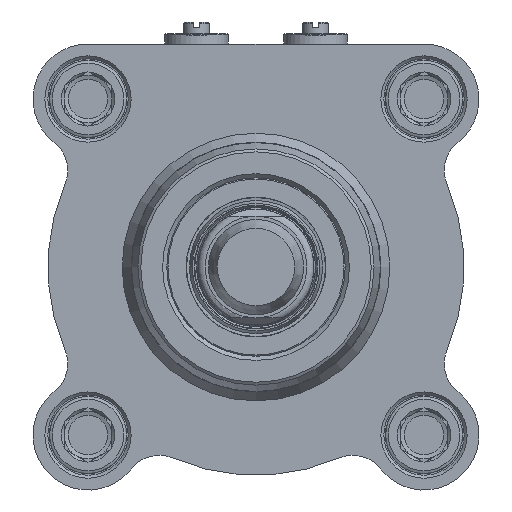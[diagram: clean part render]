
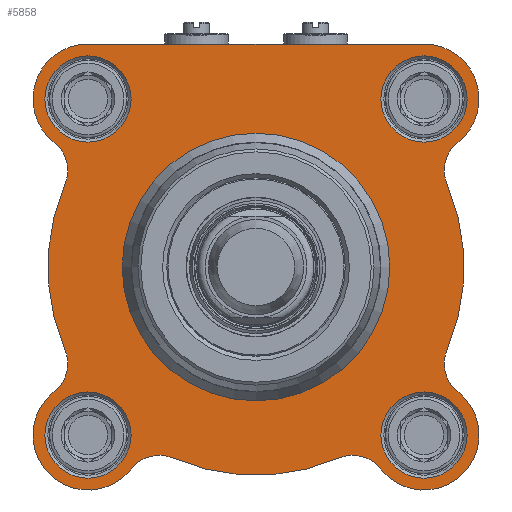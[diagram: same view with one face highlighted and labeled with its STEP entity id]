
A CAD part, front view. The second image highlights one B-rep face of the part: STEP entity #5858.
In plain terms, the highlighted face is planar.
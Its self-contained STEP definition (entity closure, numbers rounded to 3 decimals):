
#4966=CARTESIAN_POINT('',(22.5,0.0,41.3));
#4967=VERTEX_POINT('',#4966);
#4968=CARTESIAN_POINT('',(0.0,0.0,41.3));
#4969=DIRECTION('',(0.0,0.0,1.0));
#4970=DIRECTION('',(1.0,0.0,0.0));
#4971=AXIS2_PLACEMENT_3D('',#4968,#4969,#4970);
#4972=CIRCLE('',#4971,22.5);
#4973=EDGE_CURVE('',#4967,#4967,#4972,.T.);
#4985=CARTESIAN_POINT('',(-13.863,-32.138,41.3));
#4986=VERTEX_POINT('',#4985);
#5002=CARTESIAN_POINT('',(13.863,-32.138,41.3));
#5003=VERTEX_POINT('',#5002);
#5010=CARTESIAN_POINT('',(0.0,0.0,41.3));
#5011=DIRECTION('',(0.0,0.0,1.0));
#5012=DIRECTION('',(1.0,0.0,0.0));
#5013=AXIS2_PLACEMENT_3D('',#5010,#5011,#5012);
#5014=CIRCLE('',#5013,35.0);
#5015=EDGE_CURVE('',#4986,#5003,#5014,.T.);
#5025=CARTESIAN_POINT('',(-32.138,-13.863,41.3));
#5026=VERTEX_POINT('',#5025);
#5035=CARTESIAN_POINT('',(-32.138,13.863,41.3));
#5036=VERTEX_POINT('',#5035);
#5037=CARTESIAN_POINT('',(0.0,0.0,41.3));
#5038=DIRECTION('',(0.0,0.0,1.0));
#5039=DIRECTION('',(1.0,0.0,0.0));
#5040=AXIS2_PLACEMENT_3D('',#5037,#5038,#5039);
#5041=CIRCLE('',#5040,35.0);
#5042=EDGE_CURVE('',#5036,#5026,#5041,.T.);
#5067=CARTESIAN_POINT('',(-13.863,32.138,41.3));
#5068=VERTEX_POINT('',#5067);
#5077=CARTESIAN_POINT('',(13.863,32.138,41.3));
#5078=VERTEX_POINT('',#5077);
#5079=CARTESIAN_POINT('',(0.0,0.0,41.3));
#5080=DIRECTION('',(0.0,0.0,1.0));
#5081=DIRECTION('',(1.0,0.0,0.0));
#5082=AXIS2_PLACEMENT_3D('',#5079,#5080,#5081);
#5083=CIRCLE('',#5082,35.0);
#5084=EDGE_CURVE('',#5078,#5068,#5083,.T.);
#5109=CARTESIAN_POINT('',(37.5,28.25,41.3));
#5110=VERTEX_POINT('',#5109);
#5111=CARTESIAN_POINT('',(37.5,-28.25,41.3));
#5112=VERTEX_POINT('',#5111);
#5113=CARTESIAN_POINT('',(37.5,28.25,41.3));
#5114=DIRECTION('',(0.0,-1.0,0.0));
#5115=VECTOR('',#5114,56.5);
#5116=LINE('',#5113,#5115);
#5117=EDGE_CURVE('',#5110,#5112,#5116,.T.);
#5231=CARTESIAN_POINT('',(-33.95,20.965,41.3));
#5232=VERTEX_POINT('',#5231);
#5233=CARTESIAN_POINT('',(-37.647,16.239,41.3));
#5234=DIRECTION('',(0.0,0.0,1.0));
#5235=DIRECTION('',(0.969,0.247,0.0));
#5236=AXIS2_PLACEMENT_3D('',#5233,#5234,#5235);
#5237=CIRCLE('',#5236,6.0);
#5238=EDGE_CURVE('',#5036,#5232,#5237,.T.);
#5264=CARTESIAN_POINT('',(20.965,33.95,41.3));
#5265=VERTEX_POINT('',#5264);
#5274=CARTESIAN_POINT('',(28.25,28.25,41.3));
#5275=DIRECTION('',(0.0,0.0,-1.0));
#5276=DIRECTION('',(1.0,0.0,0.0));
#5277=AXIS2_PLACEMENT_3D('',#5274,#5275,#5276);
#5278=CIRCLE('',#5277,9.25);
#5279=EDGE_CURVE('',#5265,#5110,#5278,.T.);
#5297=CARTESIAN_POINT('',(16.239,37.647,41.3));
#5298=DIRECTION('',(0.0,0.0,1.0));
#5299=DIRECTION('',(0.247,-0.969,0.0));
#5300=AXIS2_PLACEMENT_3D('',#5297,#5298,#5299);
#5301=CIRCLE('',#5300,6.0);
#5302=EDGE_CURVE('',#5078,#5265,#5301,.T.);
#5323=CARTESIAN_POINT('',(20.965,-33.95,41.3));
#5324=VERTEX_POINT('',#5323);
#5339=CARTESIAN_POINT('',(28.25,-28.25,41.3));
#5340=DIRECTION('',(0.0,0.0,-1.0));
#5341=DIRECTION('',(1.0,0.0,0.0));
#5342=AXIS2_PLACEMENT_3D('',#5339,#5340,#5341);
#5343=CIRCLE('',#5342,9.25);
#5344=EDGE_CURVE('',#5112,#5324,#5343,.T.);
#5362=CARTESIAN_POINT('',(16.239,-37.647,41.3));
#5363=DIRECTION('',(0.0,0.0,1.0));
#5364=DIRECTION('',(0.247,0.969,0.0));
#5365=AXIS2_PLACEMENT_3D('',#5362,#5363,#5364);
#5366=CIRCLE('',#5365,6.0);
#5367=EDGE_CURVE('',#5324,#5003,#5366,.T.);
#5387=CARTESIAN_POINT('',(-33.95,-20.965,41.3));
#5388=VERTEX_POINT('',#5387);
#5395=CARTESIAN_POINT('',(-37.647,-16.239,41.3));
#5396=DIRECTION('',(0.0,0.0,1.0));
#5397=DIRECTION('',(0.969,-0.247,0.0));
#5398=AXIS2_PLACEMENT_3D('',#5395,#5396,#5397);
#5399=CIRCLE('',#5398,6.0);
#5400=EDGE_CURVE('',#5388,#5026,#5399,.T.);
#5411=CARTESIAN_POINT('',(-20.965,-33.95,41.3));
#5412=VERTEX_POINT('',#5411);
#5421=CARTESIAN_POINT('',(-28.25,-28.25,41.3));
#5422=DIRECTION('',(0.0,0.0,-1.0));
#5423=DIRECTION('',(1.0,0.0,0.0));
#5424=AXIS2_PLACEMENT_3D('',#5421,#5422,#5423);
#5425=CIRCLE('',#5424,9.25);
#5426=EDGE_CURVE('',#5412,#5388,#5425,.T.);
#5444=CARTESIAN_POINT('',(-16.239,-37.647,41.3));
#5445=DIRECTION('',(0.0,0.0,1.0));
#5446=DIRECTION('',(-0.247,0.969,0.0));
#5447=AXIS2_PLACEMENT_3D('',#5444,#5445,#5446);
#5448=CIRCLE('',#5447,6.);
#5449=EDGE_CURVE('',#4986,#5412,#5448,.T.);
#5470=CARTESIAN_POINT('',(-20.965,33.95,41.3));
#5471=VERTEX_POINT('',#5470);
#5486=CARTESIAN_POINT('',(-28.25,28.25,41.3));
#5487=DIRECTION('',(0.0,0.0,-1.0));
#5488=DIRECTION('',(1.0,0.0,0.0));
#5489=AXIS2_PLACEMENT_3D('',#5486,#5487,#5488);
#5490=CIRCLE('',#5489,9.25);
#5491=EDGE_CURVE('',#5232,#5471,#5490,.T.);
#5509=CARTESIAN_POINT('',(-16.239,37.647,41.3));
#5510=DIRECTION('',(0.0,0.0,1.0));
#5511=DIRECTION('',(-0.247,-0.969,0.0));
#5512=AXIS2_PLACEMENT_3D('',#5509,#5510,#5511);
#5513=CIRCLE('',#5512,6.);
#5514=EDGE_CURVE('',#5471,#5068,#5513,.T.);
#5678=CARTESIAN_POINT('',(35.5,28.25,41.3));
#5679=VERTEX_POINT('',#5678);
#5680=CARTESIAN_POINT('',(28.25,28.25,41.3));
#5681=DIRECTION('',(0.0,0.0,1.0));
#5682=DIRECTION('',(-1.0,0.0,0.0));
#5683=AXIS2_PLACEMENT_3D('',#5680,#5681,#5682);
#5684=CIRCLE('',#5683,7.25);
#5685=EDGE_CURVE('',#5679,#5679,#5684,.T.);
#5726=CARTESIAN_POINT('',(35.5,-28.25,41.3));
#5727=VERTEX_POINT('',#5726);
#5728=CARTESIAN_POINT('',(28.25,-28.25,41.3));
#5729=DIRECTION('',(0.0,0.0,1.0));
#5730=DIRECTION('',(-1.0,0.0,0.0));
#5731=AXIS2_PLACEMENT_3D('',#5728,#5729,#5730);
#5732=CIRCLE('',#5731,7.25);
#5733=EDGE_CURVE('',#5727,#5727,#5732,.T.);
#5774=CARTESIAN_POINT('',(-21.,-28.25,41.3));
#5775=VERTEX_POINT('',#5774);
#5776=CARTESIAN_POINT('',(-28.25,-28.25,41.3));
#5777=DIRECTION('',(0.0,0.0,1.0));
#5778=DIRECTION('',(-1.0,0.0,0.0));
#5779=AXIS2_PLACEMENT_3D('',#5776,#5777,#5778);
#5780=CIRCLE('',#5779,7.25);
#5781=EDGE_CURVE('',#5775,#5775,#5780,.T.);
#5814=CARTESIAN_POINT('',(28.75,0.0,41.3));
#5815=DIRECTION('',(0.0,0.0,1.0));
#5816=DIRECTION('',(1.0,0.0,0.0));
#5817=AXIS2_PLACEMENT_3D('',#5814,#5815,#5816);
#5818=PLANE('',#5817);
#5819=ORIENTED_EDGE('',*,*,#5015,.T.);
#5820=ORIENTED_EDGE('',*,*,#5367,.F.);
#5821=ORIENTED_EDGE('',*,*,#5344,.F.);
#5822=ORIENTED_EDGE('',*,*,#5117,.F.);
#5823=ORIENTED_EDGE('',*,*,#5279,.F.);
#5824=ORIENTED_EDGE('',*,*,#5302,.F.);
#5825=ORIENTED_EDGE('',*,*,#5084,.T.);
#5826=ORIENTED_EDGE('',*,*,#5514,.F.);
#5827=ORIENTED_EDGE('',*,*,#5491,.F.);
#5828=ORIENTED_EDGE('',*,*,#5238,.F.);
#5829=ORIENTED_EDGE('',*,*,#5042,.T.);
#5830=ORIENTED_EDGE('',*,*,#5400,.F.);
#5831=ORIENTED_EDGE('',*,*,#5426,.F.);
#5832=ORIENTED_EDGE('',*,*,#5449,.F.);
#5833=EDGE_LOOP('',(#5819,#5820,#5821,#5822,#5823,#5824,#5825,#5826,#5827,#5828,#5829,#5830,#5831,#5832));
#5834=FACE_OUTER_BOUND('',#5833,.T.);
#5835=ORIENTED_EDGE('',*,*,#5781,.F.);
#5836=EDGE_LOOP('',(#5835));
#5837=FACE_BOUND('',#5836,.T.);
#5838=ORIENTED_EDGE('',*,*,#5685,.F.);
#5839=EDGE_LOOP('',(#5838));
#5840=FACE_BOUND('',#5839,.T.);
#5841=ORIENTED_EDGE('',*,*,#4973,.F.);
#5842=EDGE_LOOP('',(#5841));
#5843=FACE_BOUND('',#5842,.T.);
#5844=ORIENTED_EDGE('',*,*,#5733,.F.);
#5845=EDGE_LOOP('',(#5844));
#5846=FACE_BOUND('',#5845,.T.);
#5847=CARTESIAN_POINT('',(-21.,28.25,41.3));
#5848=VERTEX_POINT('',#5847);
#5849=CARTESIAN_POINT('',(-28.25,28.25,41.3));
#5850=DIRECTION('',(0.0,0.0,1.0));
#5851=DIRECTION('',(-1.0,0.0,0.0));
#5852=AXIS2_PLACEMENT_3D('',#5849,#5850,#5851);
#5853=CIRCLE('',#5852,7.25);
#5854=EDGE_CURVE('',#5848,#5848,#5853,.T.);
#5855=ORIENTED_EDGE('',*,*,#5854,.F.);
#5856=EDGE_LOOP('',(#5855));
#5857=FACE_BOUND('',#5856,.T.);
#5858=ADVANCED_FACE('',(#5834,#5837,#5840,#5843,#5846,#5857),#5818,.T.);
